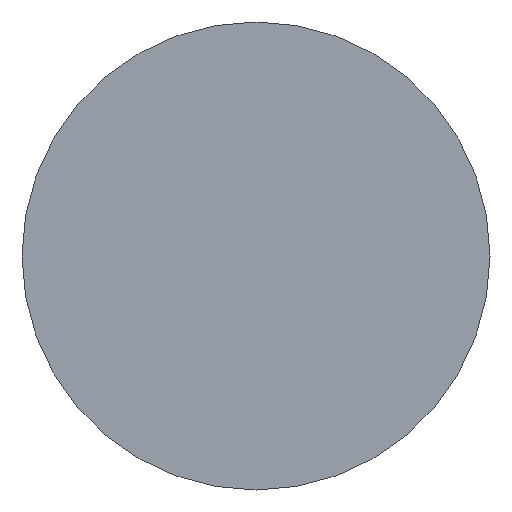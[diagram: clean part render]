
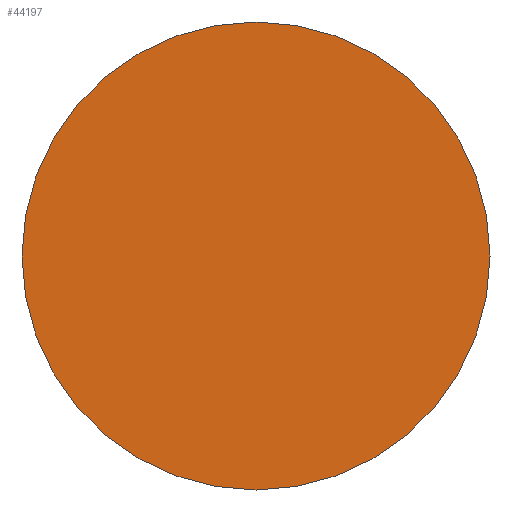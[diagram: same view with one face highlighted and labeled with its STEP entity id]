
A CAD part, left-side view. The second image highlights one B-rep face of the part: STEP entity #44197.
In plain terms, the highlighted planar face has unit normal (-1, 0, 0).
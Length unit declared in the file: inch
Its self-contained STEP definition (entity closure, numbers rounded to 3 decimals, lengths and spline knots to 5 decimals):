
#738 = DIRECTION ( 'NONE',  ( 0., 0., 1. ) ) ;
#2090 = DIRECTION ( 'NONE',  ( 0., 0., 1. ) ) ;
#2590 = AXIS2_PLACEMENT_3D ( 'NONE', #54351, #24990, #738 ) ;
#3022 = CARTESIAN_POINT ( 'NONE',  ( -11.77165, 0., 0. ) ) ;
#4156 = EDGE_CURVE ( 'NONE', #27046, #14984, #20013, .T. ) ;
#5490 = CIRCLE ( 'NONE', #2590, 2.8937 ) ;
#14984 = VERTEX_POINT ( 'NONE', #49969 ) ;
#16924 = ORIENTED_EDGE ( 'NONE', *, *, #4156, .T. ) ;
#17127 = PLANE ( 'NONE',  #36080 ) ;
#17440 = EDGE_CURVE ( 'NONE', #14984, #27046, #5490, .T. ) ;
#20013 = CIRCLE ( 'NONE', #59771, 2.8937 ) ;
#24990 = DIRECTION ( 'NONE',  ( -1., 0., 0. ) ) ;
#26063 = CARTESIAN_POINT ( 'NONE',  ( -11.77165, 0., 0. ) ) ;
#27046 = VERTEX_POINT ( 'NONE', #51260 ) ;
#30442 = ORIENTED_EDGE ( 'NONE', *, *, #17440, .T. ) ;
#36080 = AXIS2_PLACEMENT_3D ( 'NONE', #3022, #51227, #36595 ) ;
#36595 = DIRECTION ( 'NONE',  ( 0., 0., 1. ) ) ;
#44197 = ADVANCED_FACE ( 'NONE', ( #46152 ), #17127, .T. ) ;
#45560 = DIRECTION ( 'NONE',  ( -1., 0., 0. ) ) ;
#46152 = FACE_OUTER_BOUND ( 'NONE', #54774, .T. ) ;
#49969 = CARTESIAN_POINT ( 'NONE',  ( -11.77165, 0., 2.8937 ) ) ;
#51227 = DIRECTION ( 'NONE',  ( -1., 0., 0. ) ) ;
#51260 = CARTESIAN_POINT ( 'NONE',  ( -11.77165, 0., -2.8937 ) ) ;
#54351 = CARTESIAN_POINT ( 'NONE',  ( -11.77165, 0., 0. ) ) ;
#54774 = EDGE_LOOP ( 'NONE', ( #16924, #30442 ) ) ;
#59771 = AXIS2_PLACEMENT_3D ( 'NONE', #26063, #45560, #2090 ) ;
